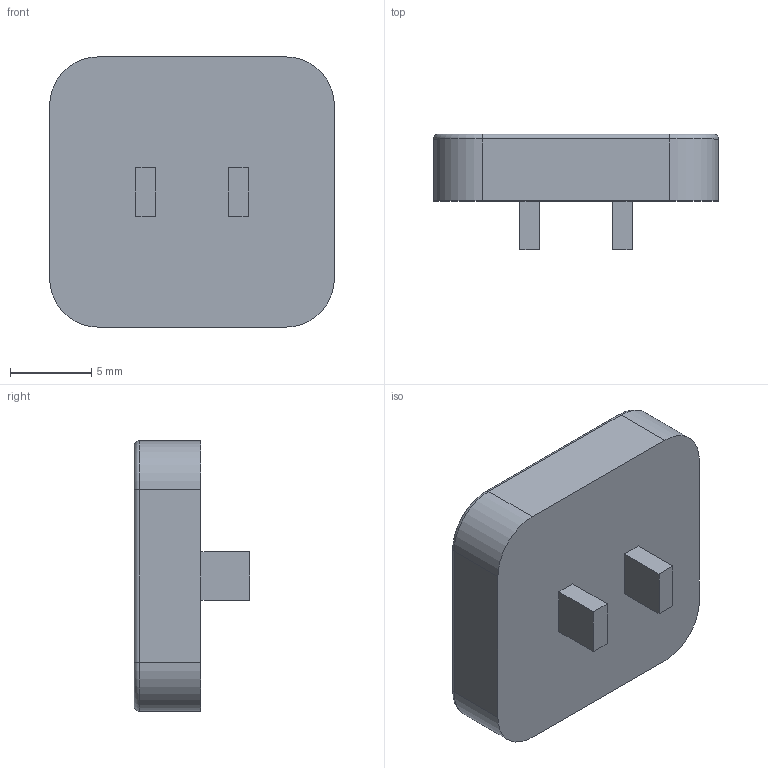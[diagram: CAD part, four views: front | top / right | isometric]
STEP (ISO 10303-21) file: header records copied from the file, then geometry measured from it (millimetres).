
FILE_DESCRIPTION (( 'STEP AP214' ), '1' );
FILE_NAME ('Custom Keycap - Machined.STEP', '2026-01-09T07:50:03', ( '' ), ( '' ), 'SwSTEP 2.0', 'SolidWorks 2022', '' );
FILE_SCHEMA (( 'AUTOMOTIVE_DESIGN' ));
Length unit declared in the file: millimetre
Products named in the file (1): Custom Keycap - Machined
Bounding box: 17.5 x 7.1 x 16.6 mm (x, y, z)
Volume: 1148.5 mm3; surface area: 867.1 mm2
Topology: 1 solids, 1 shells, 30 faces, 68 edges, 43 vertices
Faces by surface type: plane 16, cylinder 8, torus 4, sphere 2
Entity records: 874 total; most frequent: DIRECTION 154, CARTESIAN_POINT 142, ORIENTED_EDGE 136, EDGE_CURVE 68, AXIS2_PLACEMENT_3D 55, VECTOR 44, LINE 44, VERTEX_POINT 43
